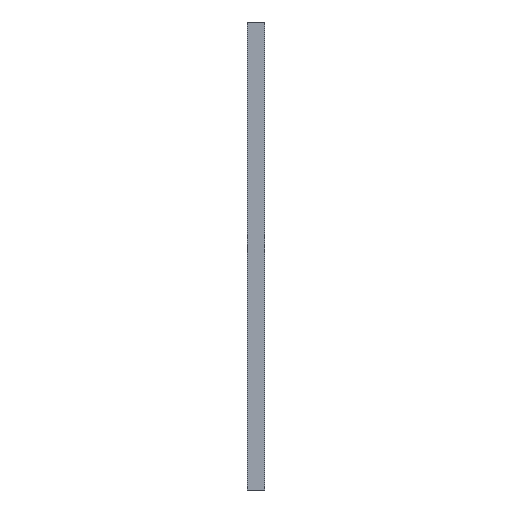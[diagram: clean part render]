
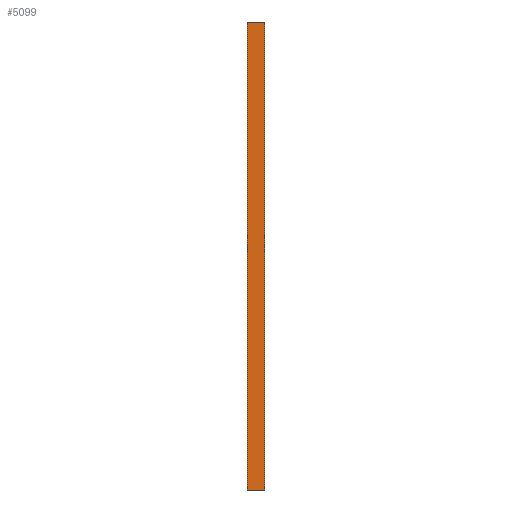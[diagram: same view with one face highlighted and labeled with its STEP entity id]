
A CAD part, left-side view. The second image highlights one B-rep face of the part: STEP entity #5099.
In plain terms, the highlighted planar face has unit normal (-1, 0, 0).
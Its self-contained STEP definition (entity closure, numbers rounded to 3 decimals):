
#1023=FACE_OUTER_BOUND('',#1365,.T.);
#1365=EDGE_LOOP('',(#4261,#4262,#4263,#4264));
#1843=LINE('',#8916,#2163);
#1844=LINE('',#8919,#2164);
#1845=LINE('',#8921,#2165);
#1846=LINE('',#8922,#2166);
#2163=VECTOR('',#7471,10.);
#2164=VECTOR('',#7474,10.);
#2165=VECTOR('',#7475,10.);
#2166=VECTOR('',#7476,10.);
#2605=VERTEX_POINT('',#8912);
#2606=VERTEX_POINT('',#8914);
#2607=VERTEX_POINT('',#8918);
#2608=VERTEX_POINT('',#8920);
#3263=EDGE_CURVE('',#2605,#2606,#1843,.T.);
#3264=EDGE_CURVE('',#2605,#2607,#1844,.T.);
#3265=EDGE_CURVE('',#2608,#2606,#1845,.T.);
#3266=EDGE_CURVE('',#2607,#2608,#1846,.T.);
#4261=ORIENTED_EDGE('',*,*,#3264,.F.);
#4262=ORIENTED_EDGE('',*,*,#3263,.T.);
#4263=ORIENTED_EDGE('',*,*,#3265,.F.);
#4264=ORIENTED_EDGE('',*,*,#3266,.F.);
#4757=PLANE('',#5795);
#5099=ADVANCED_FACE('',(#1023),#4757,.T.);
#5795=AXIS2_PLACEMENT_3D('',#8917,#7472,#7473);
#7471=DIRECTION('',(0.,1.,0.));
#7472=DIRECTION('center_axis',(-1.,0.,0.));
#7473=DIRECTION('ref_axis',(0.,0.,1.));
#7474=DIRECTION('',(0.,0.,-1.));
#7475=DIRECTION('',(0.,0.,1.));
#7476=DIRECTION('',(0.,1.,0.));
#8912=CARTESIAN_POINT('',(-140.,0.,0.));
#8914=CARTESIAN_POINT('',(-140.,2.53,0.));
#8916=CARTESIAN_POINT('',(-140.,0.,0.));
#8917=CARTESIAN_POINT('Origin',(-140.,0.,-67.));
#8918=CARTESIAN_POINT('',(-140.,0.,-67.));
#8919=CARTESIAN_POINT('',(-140.,0.,0.));
#8920=CARTESIAN_POINT('',(-140.,2.53,-67.));
#8921=CARTESIAN_POINT('',(-140.,2.53,0.));
#8922=CARTESIAN_POINT('',(-140.,0.,-67.));
